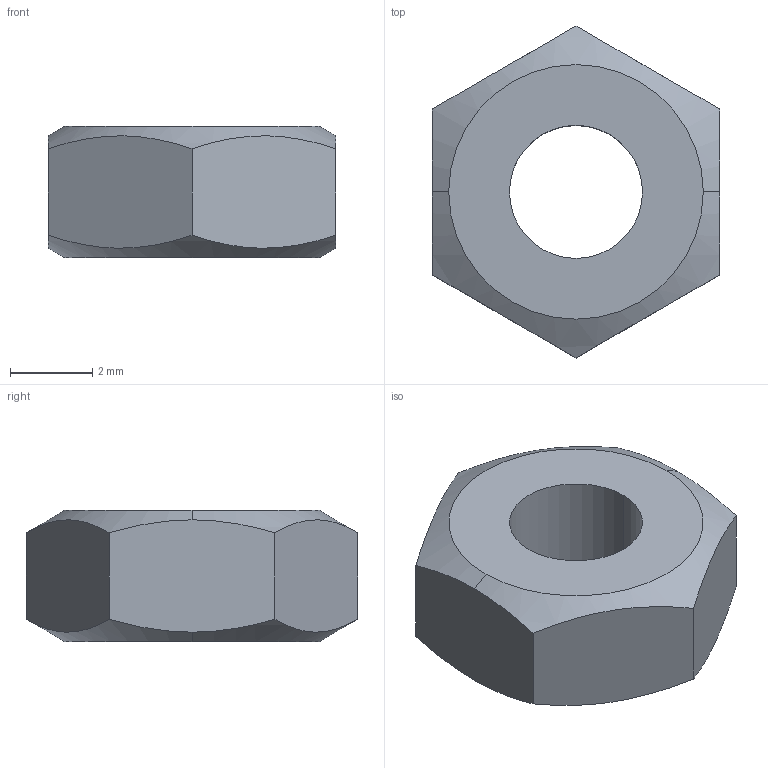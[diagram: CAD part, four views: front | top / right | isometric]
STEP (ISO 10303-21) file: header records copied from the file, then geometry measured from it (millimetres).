
FILE_DESCRIPTION((''),'2;1');
FILE_NAME('BOSSARD_BN81-1400428_v.stp','2014-04-17T12:53:56',(''),(''),'Mechanical Desktop 2011','Mechanical Desktop 2011',', , ');
FILE_SCHEMA(('AUTOMOTIVE_DESIGN { 1 2 10303 214 1 1 1 1 }'));
Length unit declared in the file: millimetre
Products named in the file (1): Product
Bounding box: 7 x 8.08 x 3.2 mm (x, y, z)
Volume: 104.9 mm3; surface area: 165.9 mm2
Topology: 1 solids, 1 shells, 14 faces, 36 edges, 24 vertices
Faces by surface type: plane 8, cone 4, cylinder 2
Entity records: 461 total; most frequent: CARTESIAN_POINT 107, ORIENTED_EDGE 72, DIRECTION 58, EDGE_CURVE 36, VERTEX_POINT 24, AXIS2_PLACEMENT_3D 23, EDGE_LOOP 16, FACE_OUTER_BOUND 14
